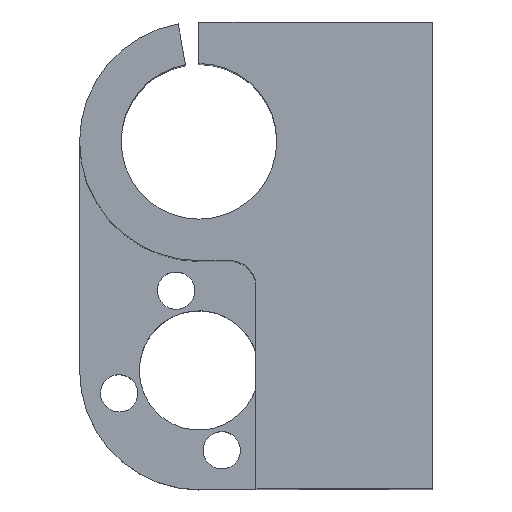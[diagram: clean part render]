
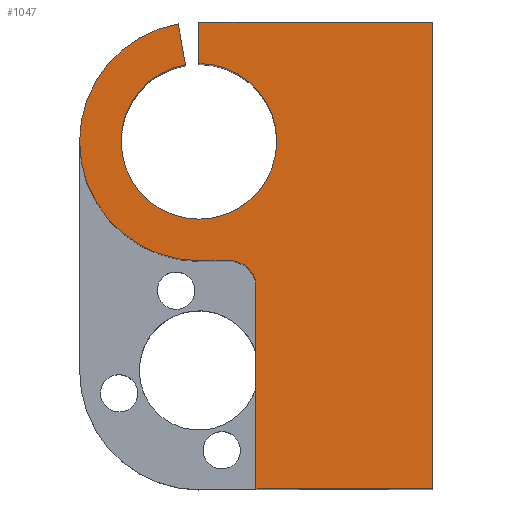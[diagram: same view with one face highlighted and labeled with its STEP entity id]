
A CAD part, top view. The second image highlights one B-rep face of the part: STEP entity #1047.
In plain terms, the highlighted planar face has unit normal (0, 0, 1).
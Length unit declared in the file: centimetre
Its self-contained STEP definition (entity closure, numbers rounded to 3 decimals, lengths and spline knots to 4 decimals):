
#83=LINE($,#1653,#179);
#86=LINE($,#1660,#182);
#97=LINE($,#1697,#193);
#102=LINE($,#1708,#198);
#104=LINE($,#1713,#200);
#106=LINE($,#1717,#202);
#107=LINE($,#1721,#203);
#179=VECTOR($,#1360,1.95);
#182=VECTOR($,#1365,1.7);
#193=VECTOR($,#1402,4.5);
#198=VECTOR($,#1413,2.25);
#200=VECTOR($,#1421,0.3);
#202=VECTOR($,#1425,0.4);
#203=VECTOR($,#1430,0.4);
#243=PLANE($,#1144);
#339=FACE_OUTER_BOUND($,#436,.T.);
#436=EDGE_LOOP($,(#958,#959,#960,#961,#962,#963,#964,#965,#966,#967));
#466=CIRCLE($,#1121,0.25);
#475=CIRCLE($,#1138,1.15);
#476=CIRCLE($,#1145,0.75);
#545=VERTEX_POINT($,#1635);
#546=VERTEX_POINT($,#1637);
#552=VERTEX_POINT($,#1651);
#555=VERTEX_POINT($,#1658);
#568=VERTEX_POINT($,#1695);
#569=VERTEX_POINT($,#1699);
#570=VERTEX_POINT($,#1701);
#571=VERTEX_POINT($,#1706);
#572=VERTEX_POINT($,#1715);
#573=VERTEX_POINT($,#1719);
#664=EDGE_CURVE($,#545,#546,#466,.T.);
#672=EDGE_CURVE($,#545,#552,#83,.T.);
#675=EDGE_CURVE($,#552,#555,#86,.T.);
#694=EDGE_CURVE($,#555,#568,#97,.T.);
#696=EDGE_CURVE($,#570,#569,#475,.T.);
#700=EDGE_CURVE($,#568,#571,#102,.T.);
#702=EDGE_CURVE($,#569,#546,#104,.T.);
#704=EDGE_CURVE($,#571,#572,#106,.T.);
#705=EDGE_CURVE($,#572,#573,#476,.T.);
#706=EDGE_CURVE($,#573,#570,#107,.T.);
#958=ORIENTED_EDGE($,*,*,#705,.T.);
#959=ORIENTED_EDGE($,*,*,#706,.T.);
#960=ORIENTED_EDGE($,*,*,#696,.T.);
#961=ORIENTED_EDGE($,*,*,#702,.T.);
#962=ORIENTED_EDGE($,*,*,#664,.F.);
#963=ORIENTED_EDGE($,*,*,#672,.T.);
#964=ORIENTED_EDGE($,*,*,#675,.T.);
#965=ORIENTED_EDGE($,*,*,#694,.T.);
#966=ORIENTED_EDGE($,*,*,#700,.T.);
#967=ORIENTED_EDGE($,*,*,#704,.T.);
#1047=ADVANCED_FACE($,(#339),#243,.F.);
#1121=AXIS2_PLACEMENT_3D($,#1638,#1349,#1350);
#1138=AXIS2_PLACEMENT_3D($,#1702,#1406,#1407);
#1144=AXIS2_PLACEMENT_3D($,#1718,#1426,#1427);
#1145=AXIS2_PLACEMENT_3D($,#1720,#1428,#1429);
#1349=DIRECTION('center_axis',(0.,0.,
1.));
#1350=DIRECTION('ref_axis',(0.707,0.707,0.));
#1360=DIRECTION($,(0.,-1.,0.));
#1365=DIRECTION($,(1.,0.,0.));
#1402=DIRECTION($,(0.,1.,0.));
#1406=DIRECTION('center_axis',(0.,0.,
1.));
#1407=DIRECTION('ref_axis',(0.,-1.,0.));
#1413=DIRECTION($,(-1.,0.,0.));
#1421=DIRECTION($,(1.,0.,0.));
#1425=DIRECTION($,(0.,-1.,0.));
#1426=DIRECTION('center_axis',(0.,0.,
-1.));
#1427=DIRECTION('ref_axis',(0.,-1.,0.));
#1428=DIRECTION('center_axis',(0.,0.,
-1.));
#1429=DIRECTION('ref_axis',(0.,-1.,0.));
#1430=DIRECTION($,(-0.174,0.985,0.));
#1635=CARTESIAN_POINT('',(-3.4998,2.2499,6.0013));
#1637=CARTESIAN_POINT('',(-3.7498,2.4999,6.0013));
#1638=CARTESIAN_POINT('Origin',(-3.7498,2.2499,6.0013));
#1651=CARTESIAN_POINT('',(-3.4998,0.2999,6.0013));
#1653=CARTESIAN_POINT($,(-3.4998,2.4999,6.0013));
#1658=CARTESIAN_POINT('',(-1.7998,0.2999,6.0013));
#1660=CARTESIAN_POINT($,(-4.0498,0.2999,6.0013));
#1695=CARTESIAN_POINT('',(-1.7998,4.7999,6.0013));
#1697=CARTESIAN_POINT($,(-1.7998,0.2999,6.0013));
#1699=CARTESIAN_POINT('',(-4.0498,2.4999,6.0013));
#1701=CARTESIAN_POINT('',(-4.2495,4.7825,6.0013));
#1702=CARTESIAN_POINT('Origin',(-4.0498,3.6499,6.0013));
#1706=CARTESIAN_POINT('',(-4.0498,4.7999,6.0013));
#1708=CARTESIAN_POINT($,(-1.7998,4.7999,6.0013));
#1713=CARTESIAN_POINT($,(-4.0498,2.4999,6.0013));
#1715=CARTESIAN_POINT('',(-4.0498,4.3999,6.0013));
#1717=CARTESIAN_POINT($,(-4.0498,4.4099,6.0013));
#1718=CARTESIAN_POINT('Origin',(-3.4998,2.5499,6.0013));
#1719=CARTESIAN_POINT('',(-4.18,4.3885,6.0013));
#1720=CARTESIAN_POINT('Origin',(-4.0498,3.6499,6.0013));
#1721=CARTESIAN_POINT($,(-4.2495,4.7825,6.0013));
